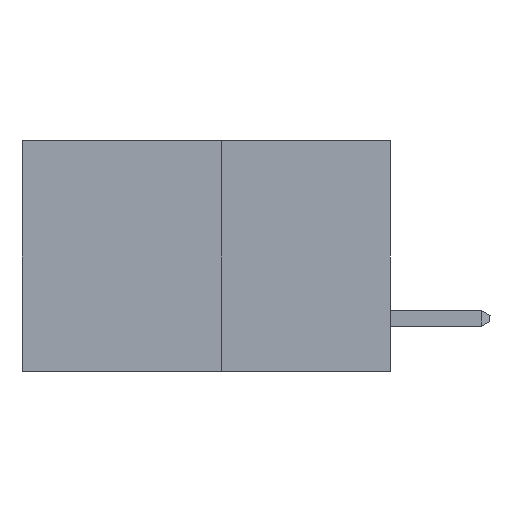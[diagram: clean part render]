
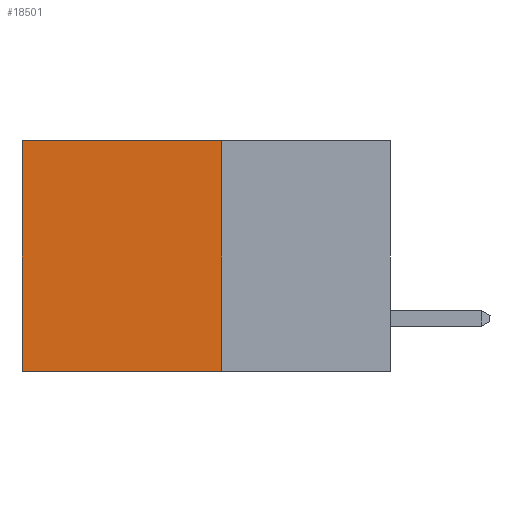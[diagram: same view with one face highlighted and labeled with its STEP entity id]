
A CAD part, left-side view. The second image highlights one B-rep face of the part: STEP entity #18501.
In plain terms, the highlighted planar face has unit normal (-1, 0, 0).
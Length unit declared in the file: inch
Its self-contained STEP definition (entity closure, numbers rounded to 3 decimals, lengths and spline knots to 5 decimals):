
#491 = DIRECTION ( 'NONE',  ( 0., 0., -1. ) ) ;
#1007 = AXIS2_PLACEMENT_3D ( 'NONE', #3889, #6158, #21886 ) ;
#1826 = EDGE_LOOP ( 'NONE', ( #22695, #11759, #26858, #23566 ) ) ;
#3889 = CARTESIAN_POINT ( 'NONE',  ( 0.277, 0.27, -0.37 ) ) ;
#5300 = LINE ( 'NONE', #22210, #28429 ) ;
#5850 = CARTESIAN_POINT ( 'NONE',  ( 0.277, 0.27, -0.37 ) ) ;
#6158 = DIRECTION ( 'NONE',  ( 1., 0., 0. ) ) ;
#6621 = DIRECTION ( 'NONE',  ( 0., 1., 0. ) ) ;
#7617 = VECTOR ( 'NONE', #491, 39.37008 ) ;
#7644 = CARTESIAN_POINT ( 'NONE',  ( 0.277, 0.59, -0.37 ) ) ;
#8355 = LINE ( 'NONE', #5850, #13684 ) ;
#9667 = VERTEX_POINT ( 'NONE', #26084 ) ;
#10098 = VERTEX_POINT ( 'NONE', #7644 ) ;
#10930 = EDGE_CURVE ( 'NONE', #15018, #10098, #8355, .T. ) ;
#11113 = VERTEX_POINT ( 'NONE', #20093 ) ;
#11759 = ORIENTED_EDGE ( 'NONE', *, *, #10930, .F. ) ;
#13684 = VECTOR ( 'NONE', #23925, 39.37008 ) ;
#14348 = LINE ( 'NONE', #25286, #7617 ) ;
#14582 = VECTOR ( 'NONE', #6621, 39.37008 ) ;
#15018 = VERTEX_POINT ( 'NONE', #21805 ) ;
#15810 = EDGE_CURVE ( 'NONE', #11113, #9667, #26462, .T. ) ;
#15855 = FACE_OUTER_BOUND ( 'NONE', #1826, .T. ) ;
#17387 = PLANE ( 'NONE',  #1007 ) ;
#18069 = EDGE_CURVE ( 'NONE', #9667, #10098, #5300, .T. ) ;
#18501 = ADVANCED_FACE ( 'NONE', ( #15855 ), #17387, .F. ) ;
#20093 = CARTESIAN_POINT ( 'NONE',  ( 0.277, 0.27, 0. ) ) ;
#20270 = EDGE_CURVE ( 'NONE', #11113, #15018, #14348, .T. ) ;
#21805 = CARTESIAN_POINT ( 'NONE',  ( 0.277, 0.27, -0.37 ) ) ;
#21886 = DIRECTION ( 'NONE',  ( 0., 0., -1. ) ) ;
#22210 = CARTESIAN_POINT ( 'NONE',  ( 0.277, 0.59, -0.37 ) ) ;
#22365 = CARTESIAN_POINT ( 'NONE',  ( 0.277, 0.27, 0. ) ) ;
#22695 = ORIENTED_EDGE ( 'NONE', *, *, #18069, .T. ) ;
#23566 = ORIENTED_EDGE ( 'NONE', *, *, #15810, .T. ) ;
#23925 = DIRECTION ( 'NONE',  ( 0., 1., 0. ) ) ;
#25286 = CARTESIAN_POINT ( 'NONE',  ( 0.277, 0.27, -0.37 ) ) ;
#26084 = CARTESIAN_POINT ( 'NONE',  ( 0.277, 0.59, 0. ) ) ;
#26462 = LINE ( 'NONE', #22365, #14582 ) ;
#26647 = DIRECTION ( 'NONE',  ( 0., 0., -1. ) ) ;
#26858 = ORIENTED_EDGE ( 'NONE', *, *, #20270, .F. ) ;
#28429 = VECTOR ( 'NONE', #26647, 39.37008 ) ;
